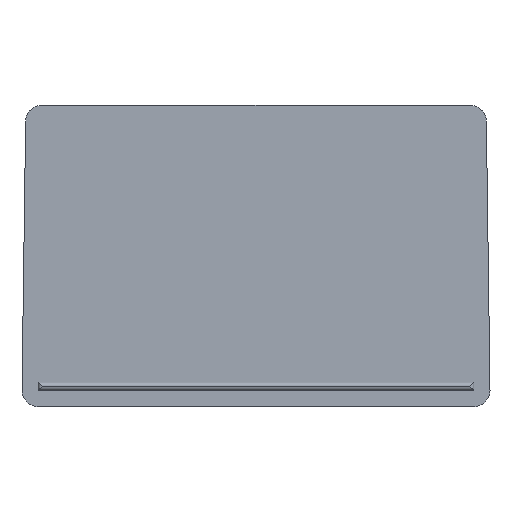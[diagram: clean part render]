
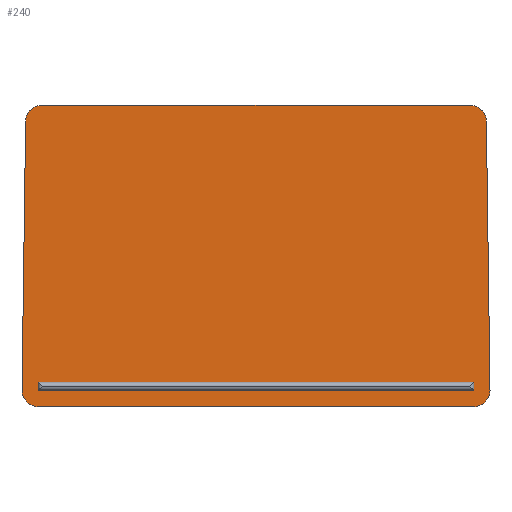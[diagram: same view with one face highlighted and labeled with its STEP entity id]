
A CAD part, top view. The second image highlights one B-rep face of the part: STEP entity #240.
In plain terms, the highlighted planar face has unit normal (0, 0, 1).
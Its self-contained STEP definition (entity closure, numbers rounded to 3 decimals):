
#15=FACE_BOUND('',#51,.T.);
#17=PLANE('',#274);
#22=CIRCLE('',#271,2.);
#24=CIRCLE('',#275,2.);
#25=CIRCLE('',#276,2.);
#26=CIRCLE('',#277,2.);
#36=FACE_OUTER_BOUND('',#50,.T.);
#50=EDGE_LOOP('',(#182,#183,#184,#185,#186,#187,#188,#189));
#51=EDGE_LOOP('',(#190,#191,#192,#193));
#64=LINE('',#371,#85);
#65=LINE('',#376,#86);
#66=LINE('',#380,#87);
#67=LINE('',#382,#88);
#70=LINE('',#394,#91);
#73=LINE('',#400,#94);
#74=LINE('',#404,#95);
#75=LINE('',#408,#96);
#85=VECTOR('',#295,10.);
#86=VECTOR('',#302,10.);
#87=VECTOR('',#307,10.);
#88=VECTOR('',#310,10.);
#91=VECTOR('',#321,10.);
#94=VECTOR('',#326,10.);
#95=VECTOR('',#329,10.);
#96=VECTOR('',#332,10.);
#107=VERTEX_POINT('',#368);
#108=VERTEX_POINT('',#370);
#109=VERTEX_POINT('',#374);
#110=VERTEX_POINT('',#378);
#111=VERTEX_POINT('',#384);
#112=VERTEX_POINT('',#385);
#115=VERTEX_POINT('',#393);
#117=VERTEX_POINT('',#399);
#118=VERTEX_POINT('',#401);
#119=VERTEX_POINT('',#403);
#120=VERTEX_POINT('',#405);
#121=VERTEX_POINT('',#407);
#129=EDGE_CURVE('',#108,#107,#64,.T.);
#132=EDGE_CURVE('',#107,#109,#65,.T.);
#134=EDGE_CURVE('',#109,#110,#66,.T.);
#135=EDGE_CURVE('',#110,#108,#67,.T.);
#136=EDGE_CURVE('',#111,#112,#22,.T.);
#140=EDGE_CURVE('',#115,#112,#70,.T.);
#143=EDGE_CURVE('',#111,#117,#73,.T.);
#144=EDGE_CURVE('',#118,#117,#24,.T.);
#145=EDGE_CURVE('',#118,#119,#74,.T.);
#146=EDGE_CURVE('',#120,#119,#25,.T.);
#147=EDGE_CURVE('',#120,#121,#75,.T.);
#148=EDGE_CURVE('',#115,#121,#26,.T.);
#182=ORIENTED_EDGE('',*,*,#136,.F.);
#183=ORIENTED_EDGE('',*,*,#143,.T.);
#184=ORIENTED_EDGE('',*,*,#144,.F.);
#185=ORIENTED_EDGE('',*,*,#145,.T.);
#186=ORIENTED_EDGE('',*,*,#146,.F.);
#187=ORIENTED_EDGE('',*,*,#147,.T.);
#188=ORIENTED_EDGE('',*,*,#148,.F.);
#189=ORIENTED_EDGE('',*,*,#140,.T.);
#190=ORIENTED_EDGE('',*,*,#135,.T.);
#191=ORIENTED_EDGE('',*,*,#129,.T.);
#192=ORIENTED_EDGE('',*,*,#132,.T.);
#193=ORIENTED_EDGE('',*,*,#134,.T.);
#240=ADVANCED_FACE('',(#36,#15),#17,.T.);
#271=AXIS2_PLACEMENT_3D('',#386,#313,#314);
#274=AXIS2_PLACEMENT_3D('',#398,#324,#325);
#275=AXIS2_PLACEMENT_3D('',#402,#327,#328);
#276=AXIS2_PLACEMENT_3D('',#406,#330,#331);
#277=AXIS2_PLACEMENT_3D('',#409,#333,#334);
#295=DIRECTION('',(-1.,0.,0.));
#302=DIRECTION('',(0.,1.,0.));
#307=DIRECTION('',(1.,0.,0.));
#310=DIRECTION('',(0.,-1.,0.));
#313=DIRECTION('center_axis',(0.,0.,-1.));
#314=DIRECTION('ref_axis',(0.712,-0.702,0.));
#321=DIRECTION('',(1.,0.,0.));
#324=DIRECTION('center_axis',(0.,0.,1.));
#325=DIRECTION('ref_axis',(1.,0.,0.));
#326=DIRECTION('',(-0.014,1.,0.));
#327=DIRECTION('center_axis',(0.,0.,-1.));
#328=DIRECTION('ref_axis',(0.702,0.712,0.));
#329=DIRECTION('',(-1.,0.,0.));
#330=DIRECTION('center_axis',(0.,0.,-1.));
#331=DIRECTION('ref_axis',(-0.702,0.712,0.));
#332=DIRECTION('',(-0.014,-1.,0.));
#333=DIRECTION('center_axis',(0.,0.,-1.));
#334=DIRECTION('ref_axis',(-0.712,-0.702,0.));
#368=CARTESIAN_POINT('',(-48.,2.,1.4));
#370=CARTESIAN_POINT('',(5.473,2.,1.4));
#371=CARTESIAN_POINT('',(-34.625,2.,1.4));
#374=CARTESIAN_POINT('',(-48.,3.,1.4));
#376=CARTESIAN_POINT('',(-48.,10.75,1.4));
#378=CARTESIAN_POINT('',(5.473,3.,1.4));
#380=CARTESIAN_POINT('',(-7.889,3.,1.4));
#382=CARTESIAN_POINT('',(5.473,10.25,1.4));
#384=CARTESIAN_POINT('',(7.473,2.027,1.4));
#385=CARTESIAN_POINT('',(5.473,0.,1.4));
#386=CARTESIAN_POINT('Origin',(5.473,2.,1.4));
#393=CARTESIAN_POINT('',(-47.973,0.,1.4));
#394=CARTESIAN_POINT('',(-50.,0.,1.4));
#398=CARTESIAN_POINT('Origin',(-21.25,18.5,1.4));
#399=CARTESIAN_POINT('',(7.027,35.027,1.4));
#400=CARTESIAN_POINT('',(7.,37.,1.4));
#401=CARTESIAN_POINT('',(5.027,37.,1.4));
#402=CARTESIAN_POINT('Origin',(5.027,35.,1.4));
#403=CARTESIAN_POINT('',(-47.527,37.,1.4));
#404=CARTESIAN_POINT('',(-49.5,37.,1.4));
#405=CARTESIAN_POINT('',(-49.527,35.027,1.4));
#406=CARTESIAN_POINT('Origin',(-47.527,35.,1.4));
#407=CARTESIAN_POINT('',(-49.973,2.027,1.4));
#408=CARTESIAN_POINT('',(-49.5,37.,1.4));
#409=CARTESIAN_POINT('Origin',(-47.973,2.,1.4));
